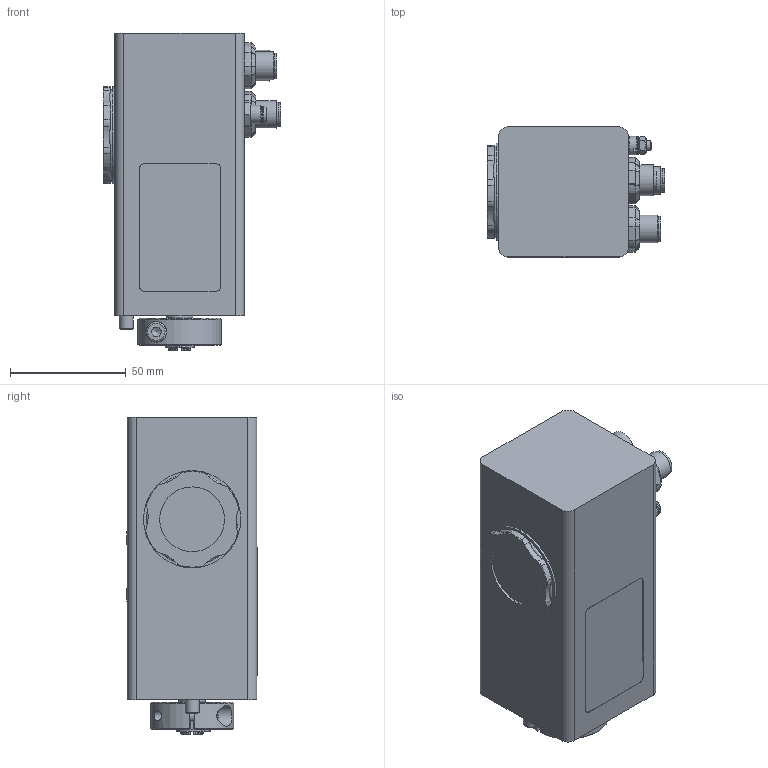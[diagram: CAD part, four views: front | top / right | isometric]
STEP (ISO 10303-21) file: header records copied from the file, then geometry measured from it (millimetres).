
FILE_DESCRIPTION(/* description */ (''),/* implementation_level */ '2;1');
FILE_NAME(/* name */ 'ü-STP-Datei_PSS31x-8.stp',/* time_stamp */ '2020-11-05T11:08:00+01:00',/* author */ ('stefan.mueller'),/* organization */ (''),/* preprocessor_version */ 'ST-DEVELOPER v17',/* originating_system */ 'Autodesk Inventor 2018',/* authorisation */ '');
FILE_SCHEMA (('AUTOMOTIVE_DESIGN { 1 0 10303 214 3 1 1 }'));
Length unit declared in the file: millimetre
Products named in the file (1): ENG-105617
Bounding box: 76.8 x 56.3 x 137 mm (x, y, z)
Volume: 403611.6 mm3; surface area: 44124.8 mm2
Topology: 1 solids, 1 shells, 1009 faces, 2736 edges, 1759 vertices
Faces by surface type: plane 461, cylinder 235, bspline 188, cone 48, sphere 45, torus 32
Full cylindrical faces by diameter (mm): 1 x19, 1.5 x2, 2 x1, 4 x2, 4.3 x1, 4.459 x1, 5 x1, 5.5 x4, 5.8 x1, 6 x4, 6.4 x1, 6.8 x1, 7.2 x1, 8 x3, 8.1 x1, 8.2 x1, 8.5 x1, 9 x2, 9.2 x1, 10.2 x1, 10.5 x1, 11 x2, 12 x3, 13.5 x1, 14.376 x3, 19 x1, 28 x1, 42 x1
Entity records: 35357 total; most frequent: CARTESIAN_POINT 9766, ORIENTED_EDGE 5374, DIRECTION 4741, EDGE_CURVE 2687, VERTEX_POINT 1759, AXIS2_PLACEMENT_3D 1698, LINE 1345, VECTOR 1345
